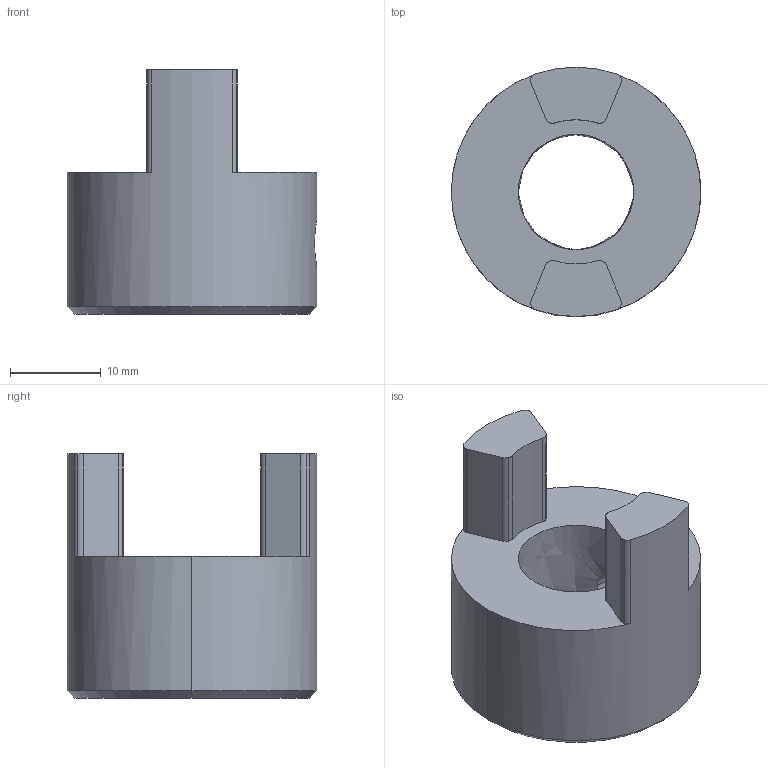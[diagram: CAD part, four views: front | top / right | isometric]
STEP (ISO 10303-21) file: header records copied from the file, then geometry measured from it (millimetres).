
FILE_DESCRIPTION((''),'2;1');
FILE_NAME('lovejoy_l-050-0500.stp','2001-12-26T20:58:03',('Administrator'),(''),'Autodesk Inventor (tm) 3.0','Autodesk Inventor (tm) 3.0','');
FILE_SCHEMA(('CONFIG_CONTROL_DESIGN'));
Length unit declared in the file: inch
Products named in the file (1): lovejoy_l-050-0500
Bounding box: 27.43 x 27.43 x 26.85 mm (x, y, z)
Volume: 8152 mm3; surface area: 3527.3 mm2
Topology: 1 solids, 1 shells, 36 faces, 104 edges, 68 vertices
Faces by surface type: cylinder 20, plane 8, bspline 4, cone 4
Entity records: 1429 total; most frequent: CARTESIAN_POINT 357, DIRECTION 214, ORIENTED_EDGE 208, EDGE_CURVE 104, AXIS2_PLACEMENT_3D 85, VERTEX_POINT 68, CIRCLE 52, VECTOR 44
